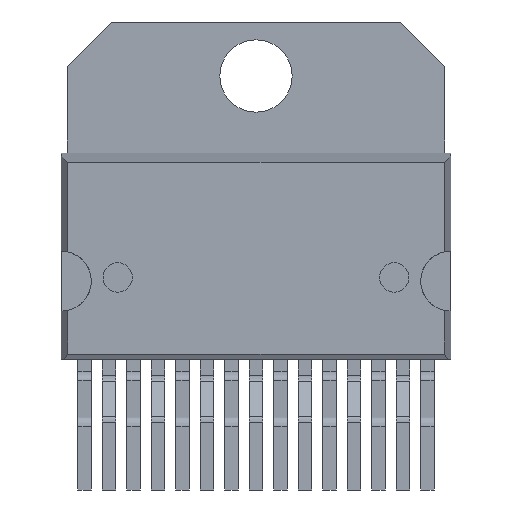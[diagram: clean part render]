
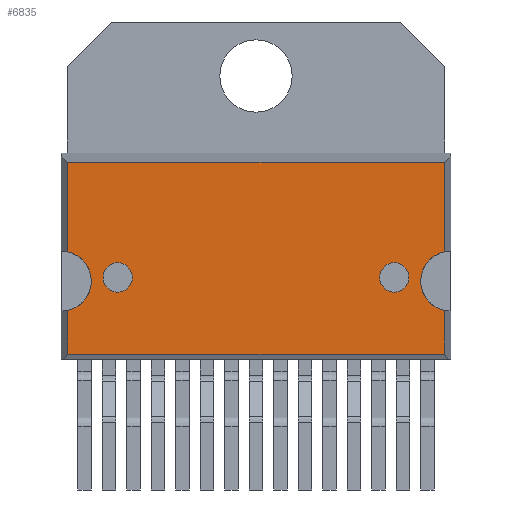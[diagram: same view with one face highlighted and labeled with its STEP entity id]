
A CAD part, front view. The second image highlights one B-rep face of the part: STEP entity #6835.
In plain terms, the highlighted planar face has unit normal (0, -1, 0).
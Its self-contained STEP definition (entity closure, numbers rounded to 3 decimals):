
#16 = CARTESIAN_POINT ( 'NONE',  ( 20., 2.09, 10.221 ) ) ;
#415 = AXIS2_PLACEMENT_3D ( 'NONE', #9707, #9493, #13122 ) ;
#500 = VERTEX_POINT ( 'NONE', #6862 ) ;
#662 = ORIENTED_EDGE ( 'NONE', *, *, #7556, .T. ) ;
#672 = CARTESIAN_POINT ( 'NONE',  ( -9.77, 2.09, 2.538 ) ) ;
#687 = EDGE_CURVE ( 'NONE', #15618, #20599, #6163, .T. ) ;
#1033 = CARTESIAN_POINT ( 'NONE',  ( 10.1, 2.09, 4.06 ) ) ;
#1421 = DIRECTION ( 'NONE',  ( 0., 0., -1. ) ) ;
#1429 = EDGE_CURVE ( 'NONE', #500, #19848, #11638, .T. ) ;
#1521 = DIRECTION ( 'NONE',  ( 0., 0., -1. ) ) ;
#2386 = ORIENTED_EDGE ( 'NONE', *, *, #17804, .T. ) ;
#2405 = CARTESIAN_POINT ( 'NONE',  ( 7.171, 2.09, 4.25 ) ) ;
#2427 = DIRECTION ( 'NONE',  ( 0., 0., -1. ) ) ;
#2617 = DIRECTION ( 'NONE',  ( 0., 0., -1. ) ) ;
#2821 = CARTESIAN_POINT ( 'NONE',  ( 9.77, 2.09, 5.582 ) ) ;
#3013 = VECTOR ( 'NONE', #6538, 1000. ) ;
#3035 = DIRECTION ( 'NONE',  ( 1., 0., 0. ) ) ;
#3178 = ORIENTED_EDGE ( 'NONE', *, *, #1429, .F. ) ;
#3837 = CARTESIAN_POINT ( 'NONE',  ( 7.171, 2.09, 5.012 ) ) ;
#4879 = EDGE_LOOP ( 'NONE', ( #19587, #22352 ) ) ;
#4995 = PLANE ( 'NONE',  #9803 ) ;
#5028 = DIRECTION ( 'NONE',  ( 0., 0., -1. ) ) ;
#5226 = ORIENTED_EDGE ( 'NONE', *, *, #15064, .F. ) ;
#5290 = VERTEX_POINT ( 'NONE', #22349 ) ;
#5334 = ORIENTED_EDGE ( 'NONE', *, *, #10354, .T. ) ;
#5443 = DIRECTION ( 'NONE',  ( 0., 0., 1. ) ) ;
#6163 = CIRCLE ( 'NONE', #415, 0.762 ) ;
#6538 = DIRECTION ( 'NONE',  ( 0., 0., -1. ) ) ;
#6565 = CIRCLE ( 'NONE', #22140, 1.558 ) ;
#6621 = DIRECTION ( 'NONE',  ( 0., -1., 0. ) ) ;
#6698 = FACE_BOUND ( 'NONE', #4879, .T. ) ;
#6749 = CARTESIAN_POINT ( 'NONE',  ( -10.1, 2.09, 0.27 ) ) ;
#6751 = ORIENTED_EDGE ( 'NONE', *, *, #7033, .F. ) ;
#6835 = ADVANCED_FACE ( 'NONE', ( #6698, #20514, #17251 ), #4995, .F. ) ;
#6862 = CARTESIAN_POINT ( 'NONE',  ( 9.77, 2.09, 10.221 ) ) ;
#6877 = DIRECTION ( 'NONE',  ( -1., 0., 0. ) ) ;
#6966 = CARTESIAN_POINT ( 'NONE',  ( -9.77, 2.09, 0.27 ) ) ;
#7033 = EDGE_CURVE ( 'NONE', #8165, #5290, #13784, .T. ) ;
#7225 = CARTESIAN_POINT ( 'NONE',  ( 9.77, 2.09, 2.538 ) ) ;
#7509 = AXIS2_PLACEMENT_3D ( 'NONE', #18140, #9545, #7713 ) ;
#7556 = EDGE_CURVE ( 'NONE', #11950, #14251, #15126, .T. ) ;
#7713 = DIRECTION ( 'NONE',  ( 0., 0., 1. ) ) ;
#7890 = ORIENTED_EDGE ( 'NONE', *, *, #18226, .F. ) ;
#8165 = VERTEX_POINT ( 'NONE', #3837 ) ;
#9084 = EDGE_LOOP ( 'NONE', ( #7890, #6751 ) ) ;
#9142 = VECTOR ( 'NONE', #16958, 1000. ) ;
#9493 = DIRECTION ( 'NONE',  ( 0., -1., 0. ) ) ;
#9545 = DIRECTION ( 'NONE',  ( 0., -1., 0. ) ) ;
#9624 = EDGE_LOOP ( 'NONE', ( #2386, #5334, #20650, #17235, #662, #5226, #20724, #3178 ) ) ;
#9707 = CARTESIAN_POINT ( 'NONE',  ( -7.171, 2.09, 4.25 ) ) ;
#9803 = AXIS2_PLACEMENT_3D ( 'NONE', #17467, #14295, #5443 ) ;
#9836 = CARTESIAN_POINT ( 'NONE',  ( -9.77, 2.09, 10.221 ) ) ;
#10354 = EDGE_CURVE ( 'NONE', #11017, #20387, #20220, .T. ) ;
#10779 = LINE ( 'NONE', #21565, #15956 ) ;
#10850 = EDGE_CURVE ( 'NONE', #12564, #19848, #6565, .T. ) ;
#11017 = VERTEX_POINT ( 'NONE', #9836 ) ;
#11524 = CARTESIAN_POINT ( 'NONE',  ( -7.171, 2.09, 3.488 ) ) ;
#11574 = CIRCLE ( 'NONE', #19530, 1.558 ) ;
#11633 = VECTOR ( 'NONE', #3035, 1000. ) ;
#11638 = LINE ( 'NONE', #18993, #3013 ) ;
#11784 = EDGE_CURVE ( 'NONE', #16573, #11950, #10779, .T. ) ;
#11950 = VERTEX_POINT ( 'NONE', #6966 ) ;
#12041 = CARTESIAN_POINT ( 'NONE',  ( 9.77, 2.09, 0.27 ) ) ;
#12174 = EDGE_CURVE ( 'NONE', #20599, #15618, #21418, .T. ) ;
#12326 = AXIS2_PLACEMENT_3D ( 'NONE', #2405, #21426, #14621 ) ;
#12564 = VERTEX_POINT ( 'NONE', #7225 ) ;
#13122 = DIRECTION ( 'NONE',  ( 0., 0., -1. ) ) ;
#13186 = CARTESIAN_POINT ( 'NONE',  ( -7.171, 2.09, 5.012 ) ) ;
#13784 = CIRCLE ( 'NONE', #12326, 0.762 ) ;
#13845 = DIRECTION ( 'NONE',  ( 0., -1., 0. ) ) ;
#14251 = VERTEX_POINT ( 'NONE', #12041 ) ;
#14295 = DIRECTION ( 'NONE',  ( 0., 1., 0. ) ) ;
#14621 = DIRECTION ( 'NONE',  ( 0., 0., 1. ) ) ;
#14785 = CARTESIAN_POINT ( 'NONE',  ( -9.77, 2.09, 20.1 ) ) ;
#14881 = AXIS2_PLACEMENT_3D ( 'NONE', #17037, #13845, #1521 ) ;
#15064 = EDGE_CURVE ( 'NONE', #12564, #14251, #15094, .T. ) ;
#15094 = LINE ( 'NONE', #18162, #22255 ) ;
#15126 = LINE ( 'NONE', #6749, #11633 ) ;
#15224 = CARTESIAN_POINT ( 'NONE',  ( -10.1, 2.09, 4.06 ) ) ;
#15248 = VECTOR ( 'NONE', #6877, 1000. ) ;
#15486 = LINE ( 'NONE', #16, #15248 ) ;
#15618 = VERTEX_POINT ( 'NONE', #11524 ) ;
#15956 = VECTOR ( 'NONE', #2427, 1000. ) ;
#16573 = VERTEX_POINT ( 'NONE', #672 ) ;
#16958 = DIRECTION ( 'NONE',  ( 0., 0., -1. ) ) ;
#17037 = CARTESIAN_POINT ( 'NONE',  ( -7.171, 2.09, 4.25 ) ) ;
#17235 = ORIENTED_EDGE ( 'NONE', *, *, #11784, .T. ) ;
#17251 = FACE_OUTER_BOUND ( 'NONE', #9624, .T. ) ;
#17467 = CARTESIAN_POINT ( 'NONE',  ( -10.1, 2.09, 10.7 ) ) ;
#17804 = EDGE_CURVE ( 'NONE', #500, #11017, #15486, .T. ) ;
#18140 = CARTESIAN_POINT ( 'NONE',  ( 7.171, 2.09, 4.25 ) ) ;
#18162 = CARTESIAN_POINT ( 'NONE',  ( 9.77, 2.09, 20.1 ) ) ;
#18226 = EDGE_CURVE ( 'NONE', #5290, #8165, #19454, .T. ) ;
#18228 = DIRECTION ( 'NONE',  ( 0., 1., 0. ) ) ;
#18857 = CARTESIAN_POINT ( 'NONE',  ( -9.77, 2.09, 5.582 ) ) ;
#18993 = CARTESIAN_POINT ( 'NONE',  ( 9.77, 2.09, 20.1 ) ) ;
#19454 = CIRCLE ( 'NONE', #7509, 0.762 ) ;
#19530 = AXIS2_PLACEMENT_3D ( 'NONE', #15224, #6621, #5028 ) ;
#19587 = ORIENTED_EDGE ( 'NONE', *, *, #687, .F. ) ;
#19848 = VERTEX_POINT ( 'NONE', #2821 ) ;
#20220 = LINE ( 'NONE', #14785, #9142 ) ;
#20364 = EDGE_CURVE ( 'NONE', #16573, #20387, #11574, .T. ) ;
#20387 = VERTEX_POINT ( 'NONE', #18857 ) ;
#20514 = FACE_BOUND ( 'NONE', #9084, .T. ) ;
#20599 = VERTEX_POINT ( 'NONE', #13186 ) ;
#20650 = ORIENTED_EDGE ( 'NONE', *, *, #20364, .F. ) ;
#20724 = ORIENTED_EDGE ( 'NONE', *, *, #10850, .T. ) ;
#21418 = CIRCLE ( 'NONE', #14881, 0.762 ) ;
#21426 = DIRECTION ( 'NONE',  ( 0., -1., 0. ) ) ;
#21565 = CARTESIAN_POINT ( 'NONE',  ( -9.77, 2.09, 20.1 ) ) ;
#22140 = AXIS2_PLACEMENT_3D ( 'NONE', #1033, #18228, #2617 ) ;
#22255 = VECTOR ( 'NONE', #1421, 1000. ) ;
#22349 = CARTESIAN_POINT ( 'NONE',  ( 7.171, 2.09, 3.488 ) ) ;
#22352 = ORIENTED_EDGE ( 'NONE', *, *, #12174, .F. ) ;
